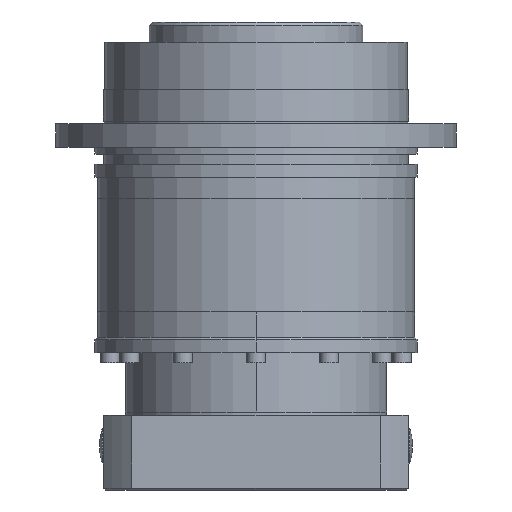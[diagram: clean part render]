
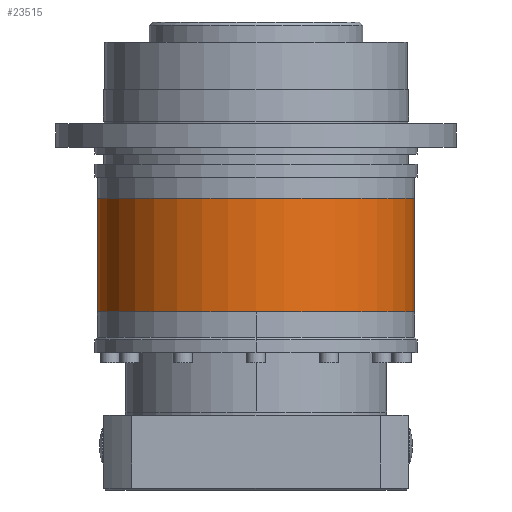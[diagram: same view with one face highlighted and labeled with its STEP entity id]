
A CAD part, front view. The second image highlights one B-rep face of the part: STEP entity #23515.
In plain terms, the highlighted cylindrical face has radius 46.75 mm (diameter 93.5 mm), a partial arc.
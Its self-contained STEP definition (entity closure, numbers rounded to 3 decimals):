
#10172 = FACE_OUTER_BOUND ( 'NONE', #22256, .T. ) ;
#11555 = AXIS2_PLACEMENT_3D ( 'NONE', #13606, #13604, #13599 ) ;
#12847 = CARTESIAN_POINT ( 'NONE',  ( -46.75, 0., -79.5 ) ) ;
#12852 = CARTESIAN_POINT ( 'NONE',  ( 46.75, 0., -46. ) ) ;
#12854 = CARTESIAN_POINT ( 'NONE',  ( -46.75, 0., -46. ) ) ;
#12855 = CARTESIAN_POINT ( 'NONE',  ( 46.75, 0., -79.5 ) ) ;
#13599 = DIRECTION ( 'NONE',  ( -1., 0., 0. ) ) ;
#13604 = DIRECTION ( 'NONE',  ( 0., 0., -1. ) ) ;
#13606 = CARTESIAN_POINT ( 'NONE',  ( 0., 0., -46. ) ) ;
#14188 = CYLINDRICAL_SURFACE ( 'NONE', #11555, 46.75 ) ;
#15332 = LINE ( 'NONE', #17852, #15337 ) ;
#15337 = VECTOR ( 'NONE', #17855, 1000. ) ;
#15338 = LINE ( 'NONE', #17856, #17955 ) ;
#16846 = AXIS2_PLACEMENT_3D ( 'NONE', #17866, #17867, #17868 ) ;
#16847 = AXIS2_PLACEMENT_3D ( 'NONE', #17870, #17871, #17872 ) ;
#17852 = CARTESIAN_POINT ( 'NONE',  ( 46.75, 0., -46. ) ) ;
#17855 = DIRECTION ( 'NONE',  ( 0., 0., -1. ) ) ;
#17856 = CARTESIAN_POINT ( 'NONE',  ( -46.75, 0., -46. ) ) ;
#17857 = DIRECTION ( 'NONE',  ( 0., 0., -1. ) ) ;
#17866 = CARTESIAN_POINT ( 'NONE',  ( 0., 0., -46. ) ) ;
#17867 = DIRECTION ( 'NONE',  ( 0., 0., 1. ) ) ;
#17868 = DIRECTION ( 'NONE',  ( 1., 0., 0. ) ) ;
#17870 = CARTESIAN_POINT ( 'NONE',  ( 0., 0., -79.5 ) ) ;
#17871 = DIRECTION ( 'NONE',  ( 0., 0., 1. ) ) ;
#17872 = DIRECTION ( 'NONE',  ( 1., 0., 0. ) ) ;
#17955 = VECTOR ( 'NONE', #17857, 1000. ) ;
#17956 = CIRCLE ( 'NONE', #16847, 46.75 ) ;
#17957 = CIRCLE ( 'NONE', #16846, 46.75 ) ;
#22256 = EDGE_LOOP ( 'NONE', ( #26448, #26449, #26450, #26451 ) ) ;
#22703 = VERTEX_POINT ( 'NONE', #12847 ) ;
#22708 = VERTEX_POINT ( 'NONE', #12852 ) ;
#22710 = VERTEX_POINT ( 'NONE', #12854 ) ;
#22711 = VERTEX_POINT ( 'NONE', #12855 ) ;
#23515 = ADVANCED_FACE ( 'NONE', ( #10172 ), #14188, .T. ) ;
#24257 = EDGE_CURVE ( 'NONE', #22708, #22711, #15332, .T. ) ;
#24260 = EDGE_CURVE ( 'NONE', #22710, #22703, #15338, .T. ) ;
#24261 = EDGE_CURVE ( 'NONE', #22710, #22708, #17957, .T. ) ;
#24262 = EDGE_CURVE ( 'NONE', #22703, #22711, #17956, .T. ) ;
#26448 = ORIENTED_EDGE ( 'NONE', *, *, #24257, .F. ) ;
#26449 = ORIENTED_EDGE ( 'NONE', *, *, #24261, .F. ) ;
#26450 = ORIENTED_EDGE ( 'NONE', *, *, #24260, .T. ) ;
#26451 = ORIENTED_EDGE ( 'NONE', *, *, #24262, .T. ) ;
